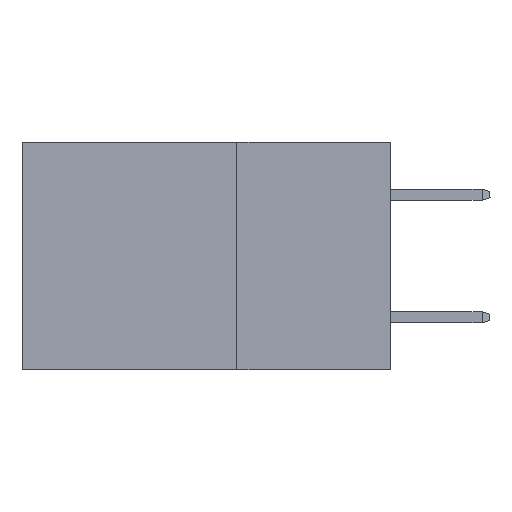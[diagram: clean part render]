
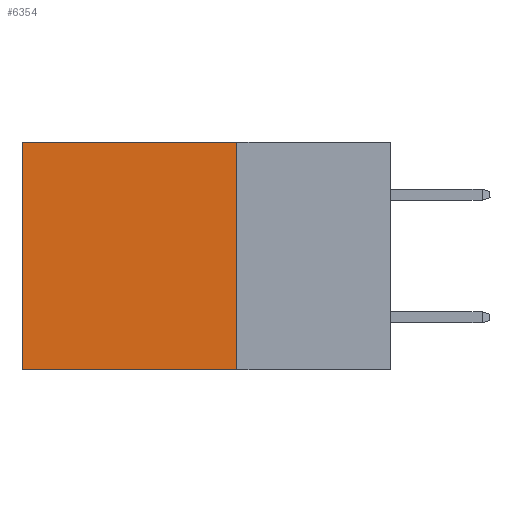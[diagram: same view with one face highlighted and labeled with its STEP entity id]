
A CAD part, left-side view. The second image highlights one B-rep face of the part: STEP entity #6354.
In plain terms, the highlighted planar face has unit normal (-1, 0, 0).
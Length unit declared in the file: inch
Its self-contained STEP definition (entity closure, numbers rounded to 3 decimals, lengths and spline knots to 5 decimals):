
#347 = PLANE ( 'NONE',  #6922 ) ;
#391 = DIRECTION ( 'NONE',  ( 0., 0., -1. ) ) ;
#635 = ORIENTED_EDGE ( 'NONE', *, *, #13426, .F. ) ;
#1005 = VECTOR ( 'NONE', #9830, 39.37008 ) ;
#1206 = CARTESIAN_POINT ( 'NONE',  ( 0.2875, 0.25, 0. ) ) ;
#1756 = CARTESIAN_POINT ( 'NONE',  ( 0.2875, 0.6, -0.37 ) ) ;
#2034 = ORIENTED_EDGE ( 'NONE', *, *, #6967, .T. ) ;
#3247 = FACE_OUTER_BOUND ( 'NONE', #12992, .T. ) ;
#3406 = ORIENTED_EDGE ( 'NONE', *, *, #10679, .T. ) ;
#3624 = VECTOR ( 'NONE', #12632, 39.37008 ) ;
#3818 = DIRECTION ( 'NONE',  ( 1., 0., 0. ) ) ;
#4043 = CARTESIAN_POINT ( 'NONE',  ( 0.2875, 0.25, 0. ) ) ;
#5338 = CARTESIAN_POINT ( 'NONE',  ( 0.2875, 0.6, 0. ) ) ;
#5896 = CARTESIAN_POINT ( 'NONE',  ( 0.2875, 0.25, 0. ) ) ;
#6343 = LINE ( 'NONE', #5896, #13134 ) ;
#6354 = ADVANCED_FACE ( 'NONE', ( #3247 ), #347, .F. ) ;
#6838 = CARTESIAN_POINT ( 'NONE',  ( 0.2875, 0.25, -0.37 ) ) ;
#6922 = AXIS2_PLACEMENT_3D ( 'NONE', #1206, #3818, #391 ) ;
#6967 = EDGE_CURVE ( 'NONE', #12122, #7266, #7719, .T. ) ;
#7266 = VERTEX_POINT ( 'NONE', #5338 ) ;
#7514 = VECTOR ( 'NONE', #9865, 39.37008 ) ;
#7719 = LINE ( 'NONE', #4043, #7514 ) ;
#8729 = CARTESIAN_POINT ( 'NONE',  ( 0.2875, 0.6, 0. ) ) ;
#9026 = LINE ( 'NONE', #8729, #1005 ) ;
#9153 = VERTEX_POINT ( 'NONE', #13138 ) ;
#9421 = CARTESIAN_POINT ( 'NONE',  ( 0.2875, 0.25, 0. ) ) ;
#9830 = DIRECTION ( 'NONE',  ( 0., 0., -1. ) ) ;
#9865 = DIRECTION ( 'NONE',  ( 0., 1., 0. ) ) ;
#10511 = DIRECTION ( 'NONE',  ( 0., 0., -1. ) ) ;
#10679 = EDGE_CURVE ( 'NONE', #7266, #12370, #9026, .T. ) ;
#10701 = ORIENTED_EDGE ( 'NONE', *, *, #12050, .F. ) ;
#12050 = EDGE_CURVE ( 'NONE', #12122, #9153, #6343, .T. ) ;
#12122 = VERTEX_POINT ( 'NONE', #9421 ) ;
#12370 = VERTEX_POINT ( 'NONE', #1756 ) ;
#12632 = DIRECTION ( 'NONE',  ( 0., 1., 0. ) ) ;
#12738 = LINE ( 'NONE', #6838, #3624 ) ;
#12992 = EDGE_LOOP ( 'NONE', ( #3406, #635, #10701, #2034 ) ) ;
#13134 = VECTOR ( 'NONE', #10511, 39.37008 ) ;
#13138 = CARTESIAN_POINT ( 'NONE',  ( 0.2875, 0.25, -0.37 ) ) ;
#13426 = EDGE_CURVE ( 'NONE', #9153, #12370, #12738, .T. ) ;
